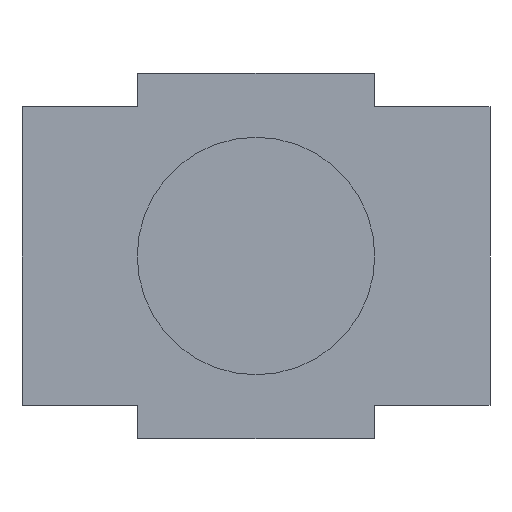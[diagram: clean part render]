
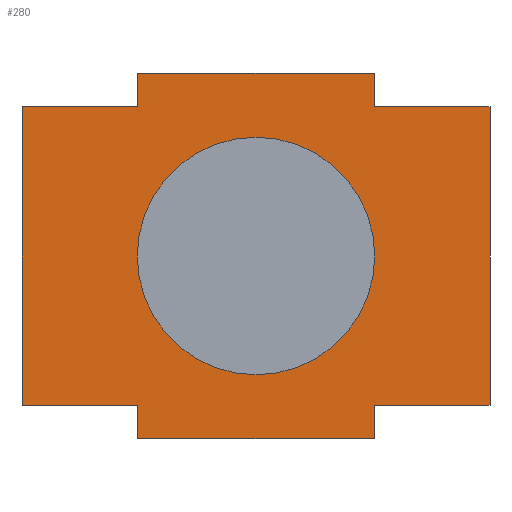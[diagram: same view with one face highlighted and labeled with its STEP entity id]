
A CAD part, front view. The second image highlights one B-rep face of the part: STEP entity #280.
In plain terms, the highlighted planar face has unit normal (0, -1, 0).
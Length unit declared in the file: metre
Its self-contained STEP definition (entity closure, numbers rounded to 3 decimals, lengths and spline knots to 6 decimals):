
#12=LINE('',#407,#48);
#13=LINE('',#410,#49);
#14=LINE('',#412,#50);
#15=LINE('',#414,#51);
#16=LINE('',#416,#52);
#17=LINE('',#418,#53);
#18=LINE('',#420,#54);
#19=LINE('',#422,#55);
#20=LINE('',#424,#56);
#21=LINE('',#426,#57);
#22=LINE('',#428,#58);
#23=LINE('',#430,#59);
#48=VECTOR('',#337,1.);
#49=VECTOR('',#338,1.);
#50=VECTOR('',#339,1.);
#51=VECTOR('',#340,1.);
#52=VECTOR('',#341,1.);
#53=VECTOR('',#342,1.);
#54=VECTOR('',#343,1.);
#55=VECTOR('',#344,1.);
#56=VECTOR('',#345,1.);
#57=VECTOR('',#346,1.);
#58=VECTOR('',#347,1.);
#59=VECTOR('',#348,1.);
#88=ORIENTED_EDGE('',*,*,#162,.F.);
#89=ORIENTED_EDGE('',*,*,#163,.T.);
#90=ORIENTED_EDGE('',*,*,#164,.F.);
#91=ORIENTED_EDGE('',*,*,#165,.F.);
#92=ORIENTED_EDGE('',*,*,#166,.T.);
#93=ORIENTED_EDGE('',*,*,#167,.T.);
#94=ORIENTED_EDGE('',*,*,#168,.F.);
#95=ORIENTED_EDGE('',*,*,#169,.T.);
#96=ORIENTED_EDGE('',*,*,#170,.F.);
#97=ORIENTED_EDGE('',*,*,#171,.F.);
#98=ORIENTED_EDGE('',*,*,#172,.F.);
#99=ORIENTED_EDGE('',*,*,#173,.F.);
#100=ORIENTED_EDGE('',*,*,#174,.T.);
#162=EDGE_CURVE('',#200,#200,#226,.T.);
#163=EDGE_CURVE('',#201,#202,#12,.F.);
#164=EDGE_CURVE('',#203,#202,#13,.F.);
#165=EDGE_CURVE('',#204,#203,#14,.F.);
#166=EDGE_CURVE('',#204,#205,#15,.F.);
#167=EDGE_CURVE('',#205,#206,#16,.F.);
#168=EDGE_CURVE('',#207,#206,#17,.F.);
#169=EDGE_CURVE('',#207,#208,#18,.F.);
#170=EDGE_CURVE('',#209,#208,#19,.F.);
#171=EDGE_CURVE('',#210,#209,#20,.F.);
#172=EDGE_CURVE('',#211,#210,#21,.F.);
#173=EDGE_CURVE('',#212,#211,#22,.F.);
#174=EDGE_CURVE('',#212,#201,#23,.F.);
#200=VERTEX_POINT('',#405);
#201=VERTEX_POINT('',#408);
#202=VERTEX_POINT('',#409);
#203=VERTEX_POINT('',#411);
#204=VERTEX_POINT('',#413);
#205=VERTEX_POINT('',#415);
#206=VERTEX_POINT('',#417);
#207=VERTEX_POINT('',#419);
#208=VERTEX_POINT('',#421);
#209=VERTEX_POINT('',#423);
#210=VERTEX_POINT('',#425);
#211=VERTEX_POINT('',#427);
#212=VERTEX_POINT('',#429);
#226=CIRCLE('',#310,0.00175);
#230=EDGE_LOOP('',(#88));
#231=EDGE_LOOP('',(#89,#90,#91,#92,#93,#94,#95,#96,#97,#98,#99,#100));
#248=FACE_BOUND('',#230,.T.);
#249=FACE_BOUND('',#231,.T.);
#264=PLANE('',#311);
#280=ADVANCED_FACE('',(#248,#249),#264,.F.);
#310=AXIS2_PLACEMENT_3D('',#404,#333,#334);
#311=AXIS2_PLACEMENT_3D('',#406,#335,#336);
#333=DIRECTION('',(0.,-1.,0.));
#334=DIRECTION('',(0.,0.,-1.));
#335=DIRECTION('',(0.,1.,0.));
#336=DIRECTION('',(0.,0.,1.));
#337=DIRECTION('',(0.,0.,1.));
#338=DIRECTION('',(1.,0.,0.));
#339=DIRECTION('',(0.,0.,1.));
#340=DIRECTION('',(-1.,0.,0.));
#341=DIRECTION('',(0.,0.,-1.));
#342=DIRECTION('',(-1.,0.,0.));
#343=DIRECTION('',(0.,0.,-1.));
#344=DIRECTION('',(-1.,0.,0.));
#345=DIRECTION('',(0.,0.,-1.));
#346=DIRECTION('',(-1.,0.,0.));
#347=DIRECTION('',(0.,0.,-1.));
#348=DIRECTION('',(-1.,0.,0.));
#404=CARTESIAN_POINT('',(0.,-0.009339,0.1651));
#405=CARTESIAN_POINT('',(0.,-0.009339,0.16335));
#406=CARTESIAN_POINT('',(-0.021252,-0.009339,0.165386));
#407=CARTESIAN_POINT('',(-0.001745,-0.009339,0.162353));
#408=CARTESIAN_POINT('',(-0.001745,-0.009339,0.1629));
#409=CARTESIAN_POINT('',(-0.001745,-0.009339,0.162406));
#410=CARTESIAN_POINT('',(-0.001023,-0.009339,0.162406));
#411=CARTESIAN_POINT('',(0.001745,-0.009339,0.162406));
#412=CARTESIAN_POINT('',(0.001745,-0.009339,0.162353));
#413=CARTESIAN_POINT('',(0.001745,-0.009339,0.1629));
#414=CARTESIAN_POINT('',(0.,-0.009339,0.1629));
#415=CARTESIAN_POINT('',(0.003448,-0.009339,0.1629));
#416=CARTESIAN_POINT('',(0.003448,-0.009339,0.1651));
#417=CARTESIAN_POINT('',(0.003448,-0.009339,0.1673));
#418=CARTESIAN_POINT('',(0.002896,-0.009339,0.1673));
#419=CARTESIAN_POINT('',(0.001745,-0.009339,0.1673));
#420=CARTESIAN_POINT('',(0.001745,-0.009339,0.167847));
#421=CARTESIAN_POINT('',(0.001745,-0.009339,0.167794));
#422=CARTESIAN_POINT('',(0.001023,-0.009339,0.167794));
#423=CARTESIAN_POINT('',(-0.001745,-0.009339,0.167794));
#424=CARTESIAN_POINT('',(-0.001745,-0.009339,0.167847));
#425=CARTESIAN_POINT('',(-0.001745,-0.009339,0.1673));
#426=CARTESIAN_POINT('',(0.002896,-0.009339,0.1673));
#427=CARTESIAN_POINT('',(-0.003448,-0.009339,0.1673));
#428=CARTESIAN_POINT('',(-0.003448,-0.009339,0.1651));
#429=CARTESIAN_POINT('',(-0.003448,-0.009339,0.1629));
#430=CARTESIAN_POINT('',(0.,-0.009339,0.1629));
